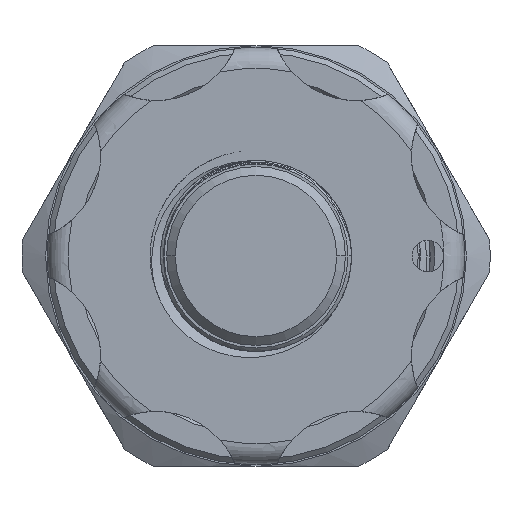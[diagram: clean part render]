
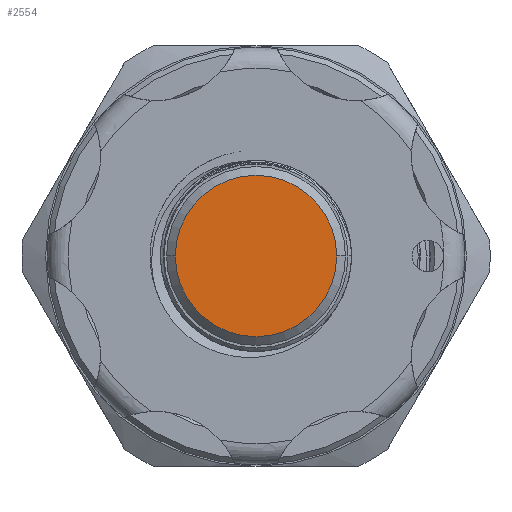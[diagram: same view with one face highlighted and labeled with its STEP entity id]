
A CAD part, left-side view. The second image highlights one B-rep face of the part: STEP entity #2554.
In plain terms, the highlighted planar face has unit normal (-1, 0, 0).
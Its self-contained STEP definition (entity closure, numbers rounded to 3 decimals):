
#2554 = ADVANCED_FACE ( 'NONE', ( #17240 ), #8626, .F. ) ;
#8624 = CARTESIAN_POINT ( 'NONE',  ( -53.854, 0., -5.1 ) ) ;
#8626 = PLANE ( 'NONE',  #14767 ) ;
#8629 = DIRECTION ( 'NONE',  ( 1., 0., 0. ) ) ;
#8630 = DIRECTION ( 'NONE',  ( 0., -1., 0. ) ) ;
#9213 = AXIS2_PLACEMENT_3D ( 'NONE', #12606, #12607, #12608 ) ;
#9329 = AXIS2_PLACEMENT_3D ( 'NONE', #9761, #9762, #9763 ) ;
#9761 = CARTESIAN_POINT ( 'NONE',  ( -53.854, 0., 0. ) ) ;
#9762 = DIRECTION ( 'NONE',  ( -1., 0., 0. ) ) ;
#9763 = DIRECTION ( 'NONE',  ( 0., -1., 0. ) ) ;
#10779 = CARTESIAN_POINT ( 'NONE',  ( -53.854, 4.6, 0. ) ) ;
#10793 = CARTESIAN_POINT ( 'NONE',  ( -53.854, -4.6, 0. ) ) ;
#11301 = CIRCLE ( 'NONE', #9213, 4.6 ) ;
#11593 = CIRCLE ( 'NONE', #9329, 4.6 ) ;
#12606 = CARTESIAN_POINT ( 'NONE',  ( -53.854, 0., 0. ) ) ;
#12607 = DIRECTION ( 'NONE',  ( -1., 0., 0. ) ) ;
#12608 = DIRECTION ( 'NONE',  ( 0., -1., 0. ) ) ;
#14178 = EDGE_CURVE ( 'NONE', #16301, #16315, #11301, .T. ) ;
#14443 = EDGE_CURVE ( 'NONE', #16315, #16301, #11593, .T. ) ;
#14767 = AXIS2_PLACEMENT_3D ( 'NONE', #8624, #8629, #8630 ) ;
#16301 = VERTEX_POINT ( 'NONE', #10779 ) ;
#16315 = VERTEX_POINT ( 'NONE', #10793 ) ;
#16736 = EDGE_LOOP ( 'NONE', ( #16824, #16822 ) ) ;
#16822 = ORIENTED_EDGE ( 'NONE', *, *, #14178, .T. ) ;
#16824 = ORIENTED_EDGE ( 'NONE', *, *, #14443, .T. ) ;
#17240 = FACE_OUTER_BOUND ( 'NONE', #16736, .T. ) ;
